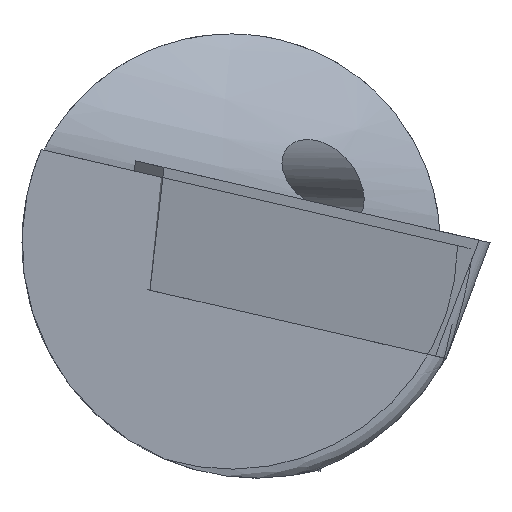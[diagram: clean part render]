
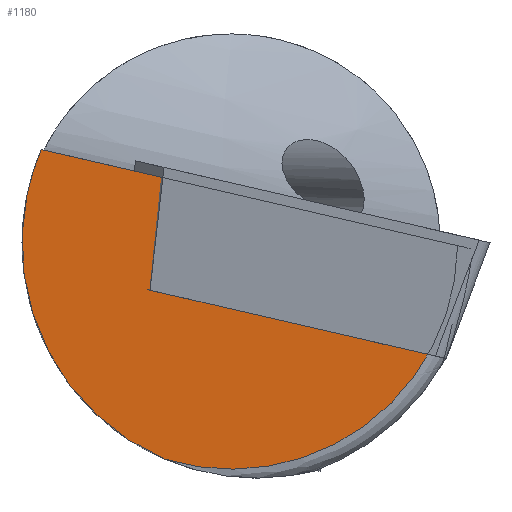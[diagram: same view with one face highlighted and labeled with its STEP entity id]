
A CAD part, left-side view. The second image highlights one B-rep face of the part: STEP entity #1180.
In plain terms, the highlighted planar face has unit normal (-0.996, 0.093, 0.021).
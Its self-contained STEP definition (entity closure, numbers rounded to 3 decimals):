
#77=LINE('',#1929,#166);
#166=VECTOR('',#1474,1000.);
#249=PLANE('',#1317);
#292=ELLIPSE('',#1316,4.52,4.5);
#293=ELLIPSE('',#1318,4.348,4.328);
#399=ORIENTED_EDGE('',*,*,#710,.T.);
#400=ORIENTED_EDGE('',*,*,#711,.T.);
#401=ORIENTED_EDGE('',*,*,#706,.F.);
#706=EDGE_CURVE('',#864,#860,#77,.T.);
#710=EDGE_CURVE('',#864,#867,#292,.F.);
#711=EDGE_CURVE('',#867,#860,#293,.F.);
#860=VERTEX_POINT('',#1919);
#864=VERTEX_POINT('',#1928);
#867=VERTEX_POINT('',#1950);
#980=EDGE_LOOP('',(#399,#400,#401));
#1082=FACE_BOUND('',#980,.T.);
#1180=ADVANCED_FACE('',(#1082),#249,.F.);
#1316=AXIS2_PLACEMENT_3D('',#1951,#1485,#1486);
#1317=AXIS2_PLACEMENT_3D('',#1952,#1487,#1488);
#1318=AXIS2_PLACEMENT_3D('',#1953,#1489,#1490);
#1474=DIRECTION('',(-0.095,-0.97,-0.224));
#1485=DIRECTION('',(0.995,-0.093,-0.021));
#1486=DIRECTION('',(-0.095,-0.97,-0.224));
#1487=DIRECTION('',(0.995,-0.093,-0.021));
#1488=DIRECTION('',(0.093,0.996,0.));
#1489=DIRECTION('',(0.995,-0.093,-0.021));
#1490=DIRECTION('',(-0.095,-0.97,-0.224));
#1919=CARTESIAN_POINT('',(0.405,-4.335,-0.052));
#1928=CARTESIAN_POINT('',(1.186,3.63,1.787));
#1929=CARTESIAN_POINT('',(0.809,-0.212,0.9));
#1950=CARTESIAN_POINT('',(0.839,1.273,-4.136));
#1951=CARTESIAN_POINT('',(0.763,-0.5,0.));
#1952=CARTESIAN_POINT('',(-0.022,-6.671,-9.795));
#1953=CARTESIAN_POINT('',(0.809,-0.007,-0.002));
